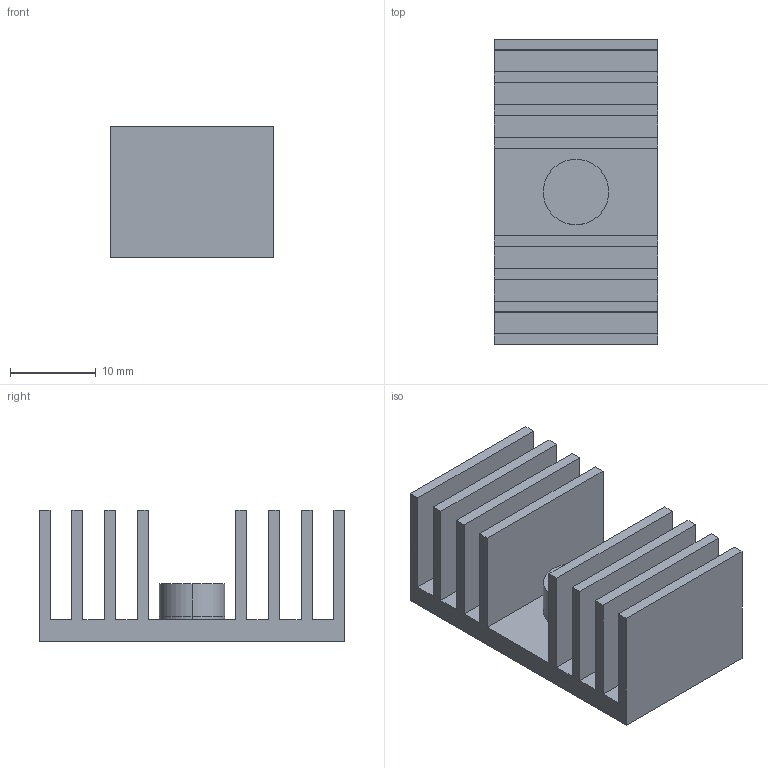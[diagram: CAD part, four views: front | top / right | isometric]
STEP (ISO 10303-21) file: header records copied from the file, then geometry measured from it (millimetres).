
FILE_DESCRIPTION(('STEP AP214'),'1');
FILE_NAME('Thermal_HeatSink.stp','2019-03-07T20:13:48',(' '),(' '),'Spatial InterOp 3D',' ',' ');
FILE_SCHEMA(('AUTOMOTIVE_DESIGN { 1 0 10303 214 1 1 1 1 }'));
Length unit declared in the file: metre
Products named in the file (4): Thermal_HeatSink; Component1; Component2; Component3
Assembly tree (3 placements, depth 2):
  Thermal_HeatSink
    Component1
    Component2
    Component3
Bounding box: 19.05 x 35.56 x 15.24 mm (x, y, z)
Volume: 4369.8 mm3; surface area: 6044 mm2
Topology: 3 solids, 3 shells, 42 faces, 108 edges, 72 vertices
Faces by surface type: plane 38, cylinder 4
Entity records: 1370 total; most frequent: CARTESIAN_POINT 226, ORIENTED_EDGE 216, DIRECTION 208, EDGE_CURVE 108, LINE 100, VECTOR 100, VERTEX_POINT 72, AXIS2_PLACEMENT_3D 54
